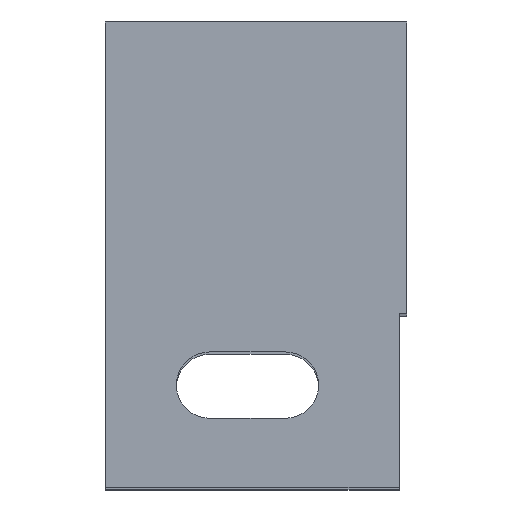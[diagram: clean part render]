
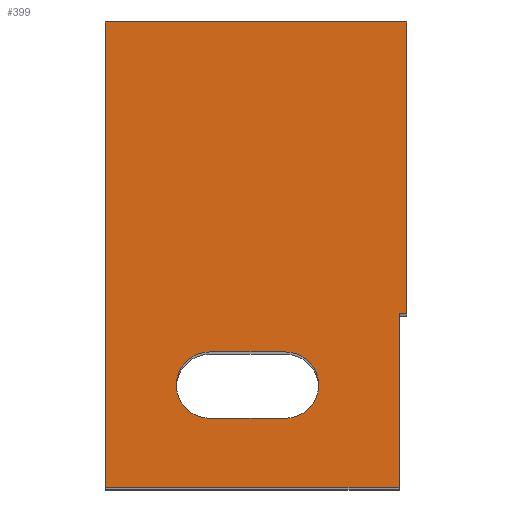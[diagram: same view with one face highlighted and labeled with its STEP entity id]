
A CAD part, top view. The second image highlights one B-rep face of the part: STEP entity #399.
In plain terms, the highlighted planar face has unit normal (0, 0, 1).
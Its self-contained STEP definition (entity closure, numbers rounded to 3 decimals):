
#1 = LINE ( 'NONE', #247, #463 ) ;
#7 = EDGE_CURVE ( 'NONE', #734, #441, #753, .T. ) ;
#24 = CARTESIAN_POINT ( 'NONE',  ( 1462.5, -1., 149.8 ) ) ;
#29 = DIRECTION ( 'NONE',  ( 1., 0., 0. ) ) ;
#33 = CARTESIAN_POINT ( 'NONE',  ( 1494.3, -30., 149.8 ) ) ;
#82 = EDGE_CURVE ( 'NONE', #708, #707, #597, .T. ) ;
#84 = EDGE_CURVE ( 'NONE', #644, #659, #138, .T. ) ;
#86 = EDGE_CURVE ( 'NONE', #191, #644, #471, .T. ) ;
#90 = EDGE_CURVE ( 'NONE', #496, #191, #334, .T. ) ;
#91 = EDGE_CURVE ( 'NONE', #659, #496, #309, .T. ) ;
#93 = EDGE_CURVE ( 'NONE', #707, #441, #664, .T. ) ;
#94 = EDGE_CURVE ( 'NONE', #708, #186, #188, .T. ) ;
#98 = EDGE_CURVE ( 'NONE', #119, #186, #736, .T. ) ;
#100 = EDGE_CURVE ( 'NONE', #734, #119, #1, .T. ) ;
#114 = CARTESIAN_POINT ( 'NONE',  ( 1481.5, -34., 149.8 ) ) ;
#119 = VERTEX_POINT ( 'NONE', #631 ) ;
#120 = DIRECTION ( 'NONE',  ( -1., 0., 0. ) ) ;
#121 = CARTESIAN_POINT ( 'NONE',  ( 1493.5, -48.3, 149.8 ) ) ;
#138 = CIRCLE ( 'NONE', #325, 3.5 ) ;
#162 = VECTOR ( 'NONE', #678, 1000. ) ;
#186 = VERTEX_POINT ( 'NONE', #201 ) ;
#188 = LINE ( 'NONE', #353, #624 ) ;
#190 = DIRECTION ( 'NONE',  ( 0., 0., 1. ) ) ;
#191 = VERTEX_POINT ( 'NONE', #638 ) ;
#197 = ORIENTED_EDGE ( 'NONE', *, *, #7, .T. ) ;
#201 = CARTESIAN_POINT ( 'NONE',  ( 1493.5, -30., 149.8 ) ) ;
#205 = DIRECTION ( 'NONE',  ( -1., 0., 0. ) ) ;
#212 = VECTOR ( 'NONE', #205, 1000. ) ;
#229 = CARTESIAN_POINT ( 'NONE',  ( 1473.5, -41., 149.8 ) ) ;
#232 = VECTOR ( 'NONE', #298, 1000. ) ;
#247 = CARTESIAN_POINT ( 'NONE',  ( 1494.3, -1.5, 149.8 ) ) ;
#289 = ORIENTED_EDGE ( 'NONE', *, *, #100, .F. ) ;
#298 = DIRECTION ( 'NONE',  ( -1., 0., 0. ) ) ;
#301 = DIRECTION ( 'NONE',  ( 1., 0., 0. ) ) ;
#309 = LINE ( 'NONE', #352, #500 ) ;
#313 = ORIENTED_EDGE ( 'NONE', *, *, #84, .F. ) ;
#323 = DIRECTION ( 'NONE',  ( 0., 0., 1. ) ) ;
#325 = AXIS2_PLACEMENT_3D ( 'NONE', #510, #190, #568 ) ;
#334 = CIRCLE ( 'NONE', #393, 3.5 ) ;
#352 = CARTESIAN_POINT ( 'NONE',  ( 1473.5, -41., 149.8 ) ) ;
#353 = CARTESIAN_POINT ( 'NONE',  ( 1493.5, -48.3, 149.8 ) ) ;
#373 = CARTESIAN_POINT ( 'NONE',  ( 1473.5, -34., 149.8 ) ) ;
#379 = PLANE ( 'NONE',  #614 ) ;
#393 = AXIS2_PLACEMENT_3D ( 'NONE', #724, #410, #29 ) ;
#399 = ADVANCED_FACE ( 'NONE', ( #428, #450 ), #379, .T. ) ;
#404 = ORIENTED_EDGE ( 'NONE', *, *, #82, .F. ) ;
#410 = DIRECTION ( 'NONE',  ( 0., 0., 1. ) ) ;
#412 = DIRECTION ( 'NONE',  ( 0., 1., 0. ) ) ;
#413 = ORIENTED_EDGE ( 'NONE', *, *, #98, .F. ) ;
#425 = ORIENTED_EDGE ( 'NONE', *, *, #86, .F. ) ;
#428 = FACE_BOUND ( 'NONE', #683, .T. ) ;
#436 = DIRECTION ( 'NONE',  ( 0., -1., 0. ) ) ;
#441 = VERTEX_POINT ( 'NONE', #652 ) ;
#450 = FACE_OUTER_BOUND ( 'NONE', #666, .T. ) ;
#454 = VECTOR ( 'NONE', #511, 1000. ) ;
#456 = ORIENTED_EDGE ( 'NONE', *, *, #94, .T. ) ;
#463 = VECTOR ( 'NONE', #514, 1000. ) ;
#471 = LINE ( 'NONE', #114, #232 ) ;
#489 = ORIENTED_EDGE ( 'NONE', *, *, #93, .F. ) ;
#496 = VERTEX_POINT ( 'NONE', #542 ) ;
#500 = VECTOR ( 'NONE', #301, 1000. ) ;
#510 = CARTESIAN_POINT ( 'NONE',  ( 1473.5, -37.5, 149.8 ) ) ;
#511 = DIRECTION ( 'NONE',  ( -1., 0., 0. ) ) ;
#514 = DIRECTION ( 'NONE',  ( 0., -1., 0. ) ) ;
#539 = ORIENTED_EDGE ( 'NONE', *, *, #91, .F. ) ;
#542 = CARTESIAN_POINT ( 'NONE',  ( 1481.5, -41., 149.8 ) ) ;
#560 = ORIENTED_EDGE ( 'NONE', *, *, #90, .F. ) ;
#566 = CARTESIAN_POINT ( 'NONE',  ( 1462.5, -48.3, 149.8 ) ) ;
#568 = DIRECTION ( 'NONE',  ( 1., 0., 0. ) ) ;
#569 = CARTESIAN_POINT ( 'NONE',  ( 1492.5, -48.3, 149.8 ) ) ;
#597 = LINE ( 'NONE', #569, #454 ) ;
#605 = CARTESIAN_POINT ( 'NONE',  ( 1493.5, 0.8, 149.8 ) ) ;
#614 = AXIS2_PLACEMENT_3D ( 'NONE', #649, #323, #436 ) ;
#624 = VECTOR ( 'NONE', #412, 1000. ) ;
#631 = CARTESIAN_POINT ( 'NONE',  ( 1494.3, -30., 149.8 ) ) ;
#638 = CARTESIAN_POINT ( 'NONE',  ( 1481.5, -34., 149.8 ) ) ;
#644 = VERTEX_POINT ( 'NONE', #373 ) ;
#649 = CARTESIAN_POINT ( 'NONE',  ( 1492.5, -1., 149.8 ) ) ;
#652 = CARTESIAN_POINT ( 'NONE',  ( 1462.5, 0.8, 149.8 ) ) ;
#659 = VERTEX_POINT ( 'NONE', #229 ) ;
#664 = LINE ( 'NONE', #24, #162 ) ;
#666 = EDGE_LOOP ( 'NONE', ( #489, #404, #456, #413, #289, #197 ) ) ;
#678 = DIRECTION ( 'NONE',  ( 0., 1., 0. ) ) ;
#683 = EDGE_LOOP ( 'NONE', ( #313, #425, #560, #539 ) ) ;
#707 = VERTEX_POINT ( 'NONE', #566 ) ;
#708 = VERTEX_POINT ( 'NONE', #121 ) ;
#719 = VECTOR ( 'NONE', #120, 1000. ) ;
#723 = CARTESIAN_POINT ( 'NONE',  ( 1494.3, 0.8, 149.8 ) ) ;
#724 = CARTESIAN_POINT ( 'NONE',  ( 1481.5, -37.5, 149.8 ) ) ;
#734 = VERTEX_POINT ( 'NONE', #723 ) ;
#736 = LINE ( 'NONE', #33, #719 ) ;
#753 = LINE ( 'NONE', #605, #212 ) ;
